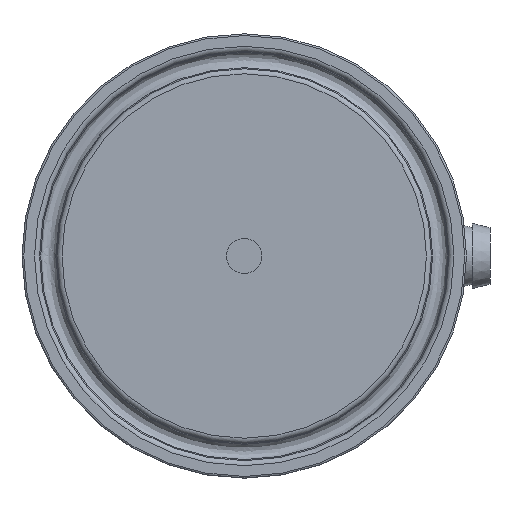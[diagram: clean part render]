
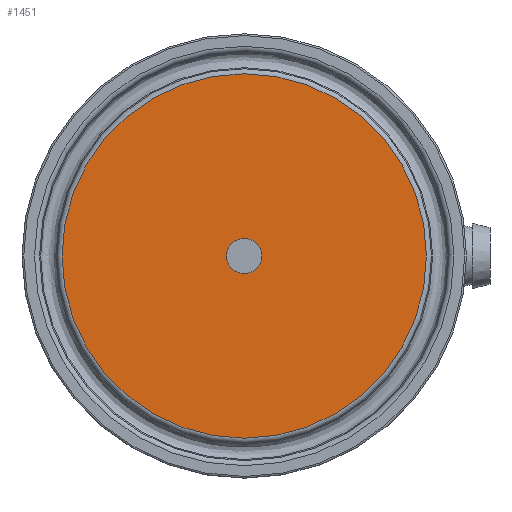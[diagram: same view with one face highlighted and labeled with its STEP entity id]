
A CAD part, front view. The second image highlights one B-rep face of the part: STEP entity #1451.
In plain terms, the highlighted planar face has unit normal (0, -1, 0).
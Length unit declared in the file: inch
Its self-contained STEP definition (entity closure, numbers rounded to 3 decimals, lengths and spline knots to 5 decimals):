
#1400=CARTESIAN_POINT('',(-1.03306,-1.0985,0.));
#1401=VERTEX_POINT('',#1400);
#1402=CARTESIAN_POINT('',(0.,-1.0985,0.));
#1403=DIRECTION('',(0.0,1.0,0.0));
#1404=DIRECTION('',(1.0,0.0,0.0));
#1405=AXIS2_PLACEMENT_3D('',#1402,#1403,#1404);
#1406=CIRCLE('',#1405,1.03306);
#1407=EDGE_CURVE('',#1401,#1401,#1406,.T.);
#1432=CARTESIAN_POINT('',(-0.57679,-1.0985,0.));
#1433=DIRECTION('',(0.0,-1.0,0.0));
#1434=DIRECTION('',(0.0,0.0,1.0));
#1435=AXIS2_PLACEMENT_3D('',#1432,#1433,#1434);
#1436=PLANE('',#1435);
#1437=ORIENTED_EDGE('',*,*,#1407,.F.);
#1438=EDGE_LOOP('',(#1437));
#1439=FACE_OUTER_BOUND('',#1438,.T.);
#1440=CARTESIAN_POINT('',(-0.1,-1.0985,0.));
#1441=VERTEX_POINT('',#1440);
#1442=CARTESIAN_POINT('',(0.,-1.0985,0.));
#1443=DIRECTION('',(0.0,-1.0,0.0));
#1444=DIRECTION('',(-1.0,0.0,0.0));
#1445=AXIS2_PLACEMENT_3D('',#1442,#1443,#1444);
#1446=CIRCLE('',#1445,0.1);
#1447=EDGE_CURVE('',#1441,#1441,#1446,.T.);
#1448=ORIENTED_EDGE('',*,*,#1447,.F.);
#1449=EDGE_LOOP('',(#1448));
#1450=FACE_BOUND('',#1449,.T.);
#1451=ADVANCED_FACE('',(#1439,#1450),#1436,.T.);
